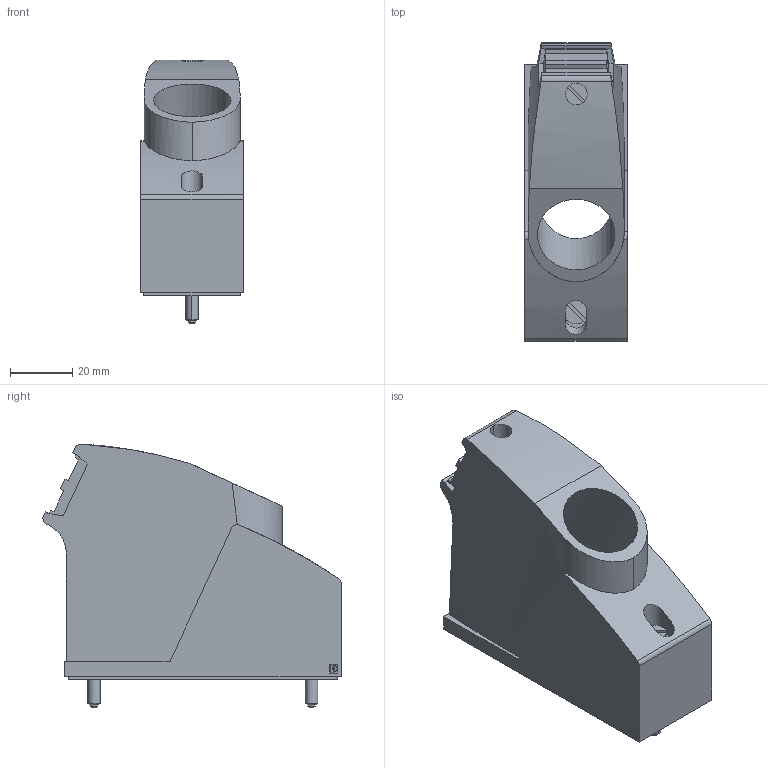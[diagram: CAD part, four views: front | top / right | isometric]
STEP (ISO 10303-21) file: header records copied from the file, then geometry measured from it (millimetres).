
FILE_DESCRIPTION(('Creo Elements/Direct Modeling STEP Export'),'2;1');
FILE_NAME('model.stp','2020-11-10T 7:44:28',(''),(''),'Creo Elements/Direct Modeling STEP processor for AP214 (Solid Model)','Creo Elements/Direct Modeling 20.1A 29-Sep-2018 (C) Parametric Technology GmbH','');
FILE_SCHEMA(('AUTOMOTIVE_DESIGN { 1 0 10303 214 1 1 1 1 }'));
Length unit declared in the file: millimetre
Products named in the file (2): VC-MEMV-T3-Z-M25
Assembly tree (1 placements, depth 2):
  VC-MEMV-T3-Z-M25
    VC-MEMV-T3-Z-M25
Bounding box: 33 x 96 x 84.98 mm (x, y, z)
Volume: 80029.9 mm3; surface area: 30682.1 mm2
Topology: 1 solids, 1 shells, 159 faces, 420 edges, 282 vertices
Faces by surface type: plane 91, cylinder 60, cone 8
Entity records: 8777 total; most frequent: CARTESIAN_POINT 3566, ORIENTED_EDGE 840, DIRECTION 771, EDGE_CURVE 420, VERTEX_POINT 282, AXIS2_PLACEMENT_3D 263, VECTOR 245, LINE 245
